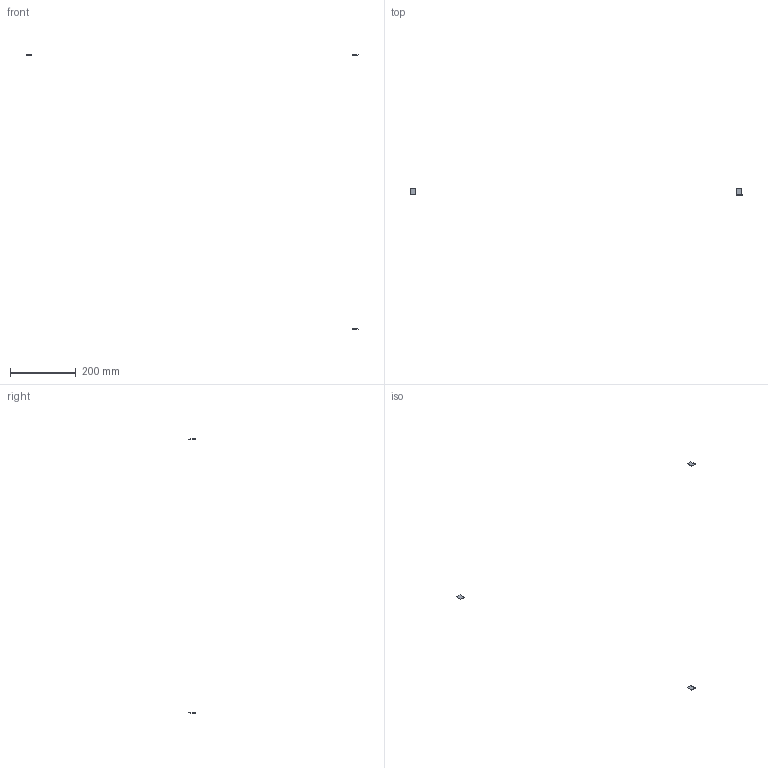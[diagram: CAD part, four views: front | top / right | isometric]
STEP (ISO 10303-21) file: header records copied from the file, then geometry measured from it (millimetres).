
FILE_DESCRIPTION((''),'2;1');
FILE_NAME('85866WSM','2025-06-20T11:59:39',('SYSTEM'),(''),'CREO PARAMETRIC BY PTC INC, 2023294','CREO PARAMETRIC BY PTC INC, 2023294','');
FILE_SCHEMA(('CONFIG_CONTROL_DESIGN'));
Length unit declared in the file: metre
Products named in the file (1): 85866WSM
Bounding box: 1006.45 x 18.78 x 833.17 mm (x, y, z)
Volume: 709 mm3; surface area: 1931.1 mm2
Topology: 3 solids, 3 shells, 15 faces, 27 edges, 18 vertices
Faces by surface type: plane 15
Entity records: 399 total; most frequent: CARTESIAN_POINT 61, DIRECTION 59, ORIENTED_EDGE 54, VECTOR 27, LINE 27, EDGE_CURVE 27, VERTEX_POINT 18, AXIS2_PLACEMENT_3D 16
